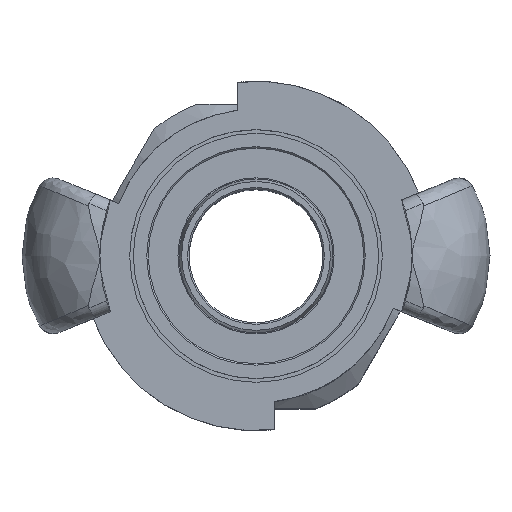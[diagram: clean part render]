
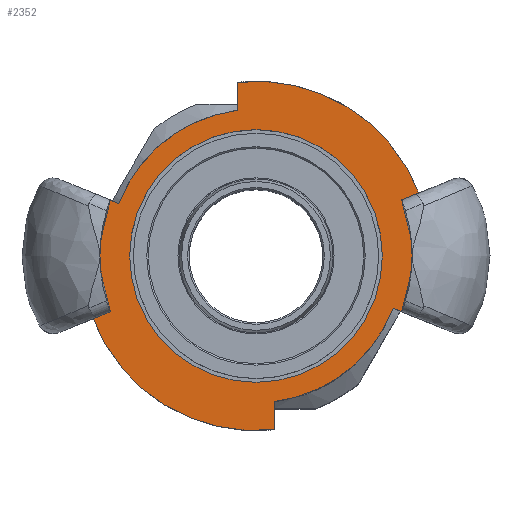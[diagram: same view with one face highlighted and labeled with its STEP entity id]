
A CAD part, top view. The second image highlights one B-rep face of the part: STEP entity #2352.
In plain terms, the highlighted planar face has unit normal (0, 0, 1).
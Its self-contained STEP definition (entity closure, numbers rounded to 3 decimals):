
#115=FACE_BOUND('',#442,.T.);
#159=PLANE('',#2571);
#300=FACE_OUTER_BOUND('',#441,.T.);
#441=EDGE_LOOP('',(#1795,#1796,#1797,#1798,#1799,#1800,#1801,#1802,#1803,
#1804,#1805,#1806));
#442=EDGE_LOOP('',(#1807));
#561=LINE('',#3571,#676);
#568=LINE('',#3598,#683);
#575=LINE('',#3617,#690);
#580=LINE('',#3639,#695);
#589=LINE('',#3761,#704);
#598=LINE('',#4618,#713);
#676=VECTOR('',#2868,10.);
#683=VECTOR('',#2879,10.);
#690=VECTOR('',#2892,10.);
#695=VECTOR('',#2901,10.);
#704=VECTOR('',#2948,10.);
#713=VECTOR('',#3025,10.);
#806=CIRCLE('',#2522,25.5);
#812=CIRCLE('',#2531,25.5);
#816=CIRCLE('',#2543,19.75);
#819=CIRCLE('',#2546,19.75);
#830=CIRCLE('',#2572,23.5);
#831=CIRCLE('',#2573,23.5);
#832=CIRCLE('',#2574,17.);
#957=VERTEX_POINT('',#3568);
#958=VERTEX_POINT('',#3570);
#966=VERTEX_POINT('',#3595);
#967=VERTEX_POINT('',#3597);
#975=VERTEX_POINT('',#3614);
#976=VERTEX_POINT('',#3616);
#982=VERTEX_POINT('',#3636);
#983=VERTEX_POINT('',#3638);
#993=VERTEX_POINT('',#3754);
#996=VERTEX_POINT('',#3759);
#1008=VERTEX_POINT('',#3870);
#1034=VERTEX_POINT('',#4616);
#1035=VERTEX_POINT('',#4620);
#1197=EDGE_CURVE('',#958,#957,#561,.T.);
#1206=EDGE_CURVE('',#966,#967,#568,.T.);
#1215=EDGE_CURVE('',#975,#976,#575,.T.);
#1222=EDGE_CURVE('',#982,#983,#580,.T.);
#1226=EDGE_CURVE('',#967,#975,#806,.T.);
#1235=EDGE_CURVE('',#958,#982,#812,.T.);
#1246=EDGE_CURVE('',#996,#993,#589,.T.);
#1259=EDGE_CURVE('',#1008,#983,#816,.T.);
#1267=EDGE_CURVE('',#996,#976,#819,.T.);
#1310=EDGE_CURVE('',#966,#1034,#830,.T.);
#1311=EDGE_CURVE('',#1034,#1008,#598,.T.);
#1312=EDGE_CURVE('',#957,#993,#831,.T.);
#1313=EDGE_CURVE('',#1035,#1035,#832,.T.);
#1795=ORIENTED_EDGE('',*,*,#1310,.T.);
#1796=ORIENTED_EDGE('',*,*,#1311,.T.);
#1797=ORIENTED_EDGE('',*,*,#1259,.T.);
#1798=ORIENTED_EDGE('',*,*,#1222,.F.);
#1799=ORIENTED_EDGE('',*,*,#1235,.F.);
#1800=ORIENTED_EDGE('',*,*,#1197,.T.);
#1801=ORIENTED_EDGE('',*,*,#1312,.T.);
#1802=ORIENTED_EDGE('',*,*,#1246,.F.);
#1803=ORIENTED_EDGE('',*,*,#1267,.T.);
#1804=ORIENTED_EDGE('',*,*,#1215,.F.);
#1805=ORIENTED_EDGE('',*,*,#1226,.F.);
#1806=ORIENTED_EDGE('',*,*,#1206,.F.);
#1807=ORIENTED_EDGE('',*,*,#1313,.T.);
#2352=ADVANCED_FACE('',(#300,#115),#159,.F.);
#2522=AXIS2_PLACEMENT_3D('',#3654,#2907,#2908);
#2531=AXIS2_PLACEMENT_3D('',#3688,#2927,#2928);
#2543=AXIS2_PLACEMENT_3D('',#3871,#2962,#2963);
#2546=AXIS2_PLACEMENT_3D('',#3927,#2969,#2970);
#2571=AXIS2_PLACEMENT_3D('',#4615,#3021,#3022);
#2572=AXIS2_PLACEMENT_3D('',#4617,#3023,#3024);
#2573=AXIS2_PLACEMENT_3D('',#4619,#3026,#3027);
#2574=AXIS2_PLACEMENT_3D('',#4621,#3028,#3029);
#2868=DIRECTION('',(-0.927,-0.375,0.));
#2879=DIRECTION('',(-0.927,-0.375,0.));
#2892=DIRECTION('',(0.927,-0.375,0.));
#2901=DIRECTION('',(-0.927,0.375,0.));
#2907=DIRECTION('center_axis',(0.,0.,-1.));
#2908=DIRECTION('ref_axis',(-1.,0.,0.));
#2927=DIRECTION('center_axis',(0.,0.,-1.));
#2928=DIRECTION('ref_axis',(-1.,0.,0.));
#2948=DIRECTION('',(0.,1.,0.));
#2962=DIRECTION('center_axis',(0.,0.,1.));
#2963=DIRECTION('ref_axis',(0.582,0.813,0.));
#2969=DIRECTION('center_axis',(0.,0.,1.));
#2970=DIRECTION('ref_axis',(0.582,-0.813,0.));
#3021=DIRECTION('center_axis',(0.,0.,-1.));
#3022=DIRECTION('ref_axis',(-1.,0.,0.));
#3023=DIRECTION('center_axis',(0.,0.,1.));
#3024=DIRECTION('ref_axis',(0.106,0.994,0.));
#3025=DIRECTION('',(0.,1.,0.));
#3026=DIRECTION('center_axis',(0.,0.,1.));
#3027=DIRECTION('ref_axis',(-0.657,-0.753,0.));
#3028=DIRECTION('center_axis',(0.,0.,-1.));
#3029=DIRECTION('ref_axis',(1.,0.,0.));
#3568=CARTESIAN_POINT('',(21.925,8.458,0.));
#3570=CARTESIAN_POINT('',(23.779,9.209,0.));
#3571=CARTESIAN_POINT('',(14.175,5.319,0.));
#3595=CARTESIAN_POINT('',(-21.925,-8.458,0.));
#3597=CARTESIAN_POINT('',(-23.779,-9.209,0.));
#3598=CARTESIAN_POINT('',(-14.175,-5.319,0.));
#3614=CARTESIAN_POINT('',(-23.779,9.209,0.));
#3616=CARTESIAN_POINT('',(-18.449,7.05,0.));
#3617=CARTESIAN_POINT('',(-14.175,5.319,0.));
#3636=CARTESIAN_POINT('',(23.779,-9.209,0.));
#3638=CARTESIAN_POINT('',(18.449,-7.05,0.));
#3639=CARTESIAN_POINT('',(14.175,-5.319,0.));
#3654=CARTESIAN_POINT('Origin',(0.,0.,0.));
#3688=CARTESIAN_POINT('Origin',(0.,0.,0.));
#3754=CARTESIAN_POINT('',(-2.5,23.367,0.));
#3759=CARTESIAN_POINT('',(-2.5,19.591,0.));
#3761=CARTESIAN_POINT('',(-2.5,0.,0.));
#3870=CARTESIAN_POINT('',(2.5,-19.591,0.));
#3871=CARTESIAN_POINT('Origin',(0.,0.,
0.));
#3927=CARTESIAN_POINT('Origin',(0.,0.,
0.));
#4615=CARTESIAN_POINT('Origin',(0.,0.,0.));
#4616=CARTESIAN_POINT('',(2.5,-23.367,0.));
#4617=CARTESIAN_POINT('Origin',(0.,0.,
0.));
#4618=CARTESIAN_POINT('',(2.5,0.,0.));
#4619=CARTESIAN_POINT('Origin',(0.,0.,
0.));
#4620=CARTESIAN_POINT('',(-17.,0.,0.));
#4621=CARTESIAN_POINT('Origin',(0.,0.,0.));
